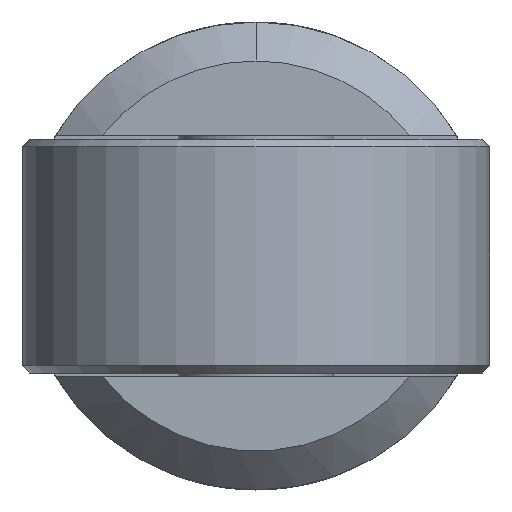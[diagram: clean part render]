
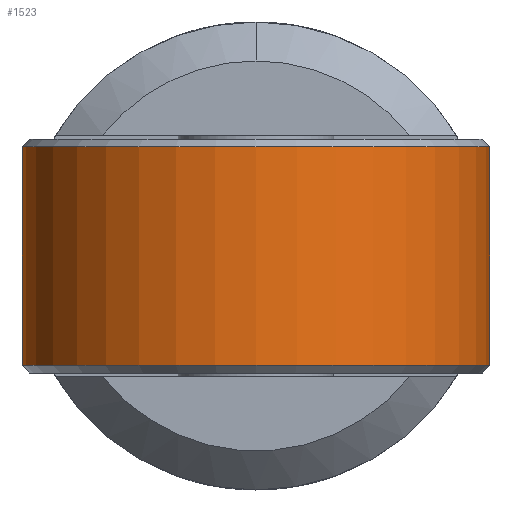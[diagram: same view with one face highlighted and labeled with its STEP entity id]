
A CAD part, front view. The second image highlights one B-rep face of the part: STEP entity #1523.
In plain terms, the highlighted cylindrical face has radius 3 mm (diameter 6 mm), a partial arc.
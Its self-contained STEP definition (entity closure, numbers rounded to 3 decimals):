
#33 = FACE_OUTER_BOUND ( 'NONE', #218, .T. ) ;
#34 = CYLINDRICAL_SURFACE ( 'NONE', #55, 3. ) ;
#48 = AXIS2_PLACEMENT_3D ( 'NONE', #994, #998, #999 ) ;
#51 = AXIS2_PLACEMENT_3D ( 'NONE', #1000, #1001, #1002 ) ;
#55 = AXIS2_PLACEMENT_3D ( 'NONE', #1022, #1023, #1024 ) ;
#218 = EDGE_LOOP ( 'NONE', ( #556, #569, #574, #577 ) ) ;
#259 = VERTEX_POINT ( 'NONE', #918 ) ;
#260 = VERTEX_POINT ( 'NONE', #919 ) ;
#290 = VERTEX_POINT ( 'NONE', #949 ) ;
#291 = VERTEX_POINT ( 'NONE', #950 ) ;
#556 = ORIENTED_EDGE ( 'NONE', *, *, #1629, .F. ) ;
#569 = ORIENTED_EDGE ( 'NONE', *, *, #1510, .T. ) ;
#574 = ORIENTED_EDGE ( 'NONE', *, *, #1626, .T. ) ;
#577 = ORIENTED_EDGE ( 'NONE', *, *, #1509, .T. ) ;
#760 = VECTOR ( 'NONE', #1300, 1000. ) ;
#781 = VECTOR ( 'NONE', #1293, 1000. ) ;
#918 = CARTESIAN_POINT ( 'NONE',  ( -3., 0., 1.4 ) ) ;
#919 = CARTESIAN_POINT ( 'NONE',  ( 3., 0., 1.4 ) ) ;
#949 = CARTESIAN_POINT ( 'NONE',  ( -3., 0., -1.4 ) ) ;
#950 = CARTESIAN_POINT ( 'NONE',  ( 3., 0., -1.4 ) ) ;
#994 = CARTESIAN_POINT ( 'NONE',  ( 0., 0., 1.4 ) ) ;
#998 = DIRECTION ( 'NONE',  ( 0., 0., -1. ) ) ;
#999 = DIRECTION ( 'NONE',  ( -1., 0., 0. ) ) ;
#1000 = CARTESIAN_POINT ( 'NONE',  ( 0., 0., -1.4 ) ) ;
#1001 = DIRECTION ( 'NONE',  ( 0., 0., 1. ) ) ;
#1002 = DIRECTION ( 'NONE',  ( 1., 0., 0. ) ) ;
#1022 = CARTESIAN_POINT ( 'NONE',  ( 0., 0., 9.034 ) ) ;
#1023 = DIRECTION ( 'NONE',  ( 0., 0., 1. ) ) ;
#1024 = DIRECTION ( 'NONE',  ( 1., 0., 0. ) ) ;
#1291 = LINE ( 'NONE', #1292, #781 ) ;
#1292 = CARTESIAN_POINT ( 'NONE',  ( 3., 0., 9.034 ) ) ;
#1293 = DIRECTION ( 'NONE',  ( 0., 0., 1. ) ) ;
#1298 = LINE ( 'NONE', #1299, #760 ) ;
#1299 = CARTESIAN_POINT ( 'NONE',  ( -3., 0., 9.034 ) ) ;
#1300 = DIRECTION ( 'NONE',  ( 0., 0., 1. ) ) ;
#1509 = EDGE_CURVE ( 'NONE', #260, #259, #1529, .T. ) ;
#1510 = EDGE_CURVE ( 'NONE', #290, #291, #1673, .T. ) ;
#1523 = ADVANCED_FACE ( 'NONE', ( #33 ), #34, .T. ) ;
#1529 = CIRCLE ( 'NONE', #48, 3. ) ;
#1626 = EDGE_CURVE ( 'NONE', #291, #260, #1291, .T. ) ;
#1629 = EDGE_CURVE ( 'NONE', #290, #259, #1298, .T. ) ;
#1673 = CIRCLE ( 'NONE', #51, 3. ) ;
